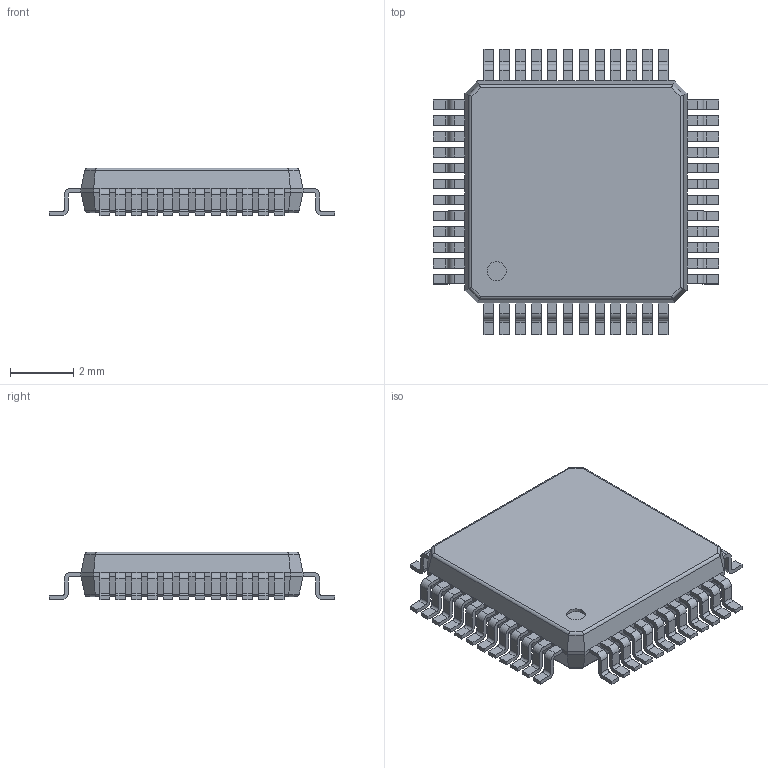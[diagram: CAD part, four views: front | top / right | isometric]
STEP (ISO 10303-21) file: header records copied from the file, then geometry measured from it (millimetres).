
FILE_DESCRIPTION((''),'2;1');
FILE_NAME('LQFP-48_NAT','2010-10-20T',('Simon'),(''),'PRO/ENGINEER BY PARAMETRIC TECHNOLOGY CORPORATION, 2008400','PRO/ENGINEER BY PARAMETRIC TECHNOLOGY CORPORATION, 2008400','');
FILE_SCHEMA(('AUTOMOTIVE_DESIGN_CC2 { 1 2 10303 214 -1 1 5 2 }'));
Length unit declared in the file: millimetre
Products named in the file (1): LQFP-48_NAT
Bounding box: 9 x 9 x 1.5 mm (x, y, z)
Volume: 68.7 mm3; surface area: 193 mm2
Topology: 1 solids, 1 shells, 717 faces, 1918 edges, 1204 vertices
Faces by surface type: plane 507, cylinder 210
Entity records: 29111 total; most frequent: CARTESIAN_POINT 4085, ORIENTED_EDGE 3836, DIRECTION 3724, PRESENTATION_STYLE_ASSIGNMENT 2012, STYLED_ITEM 1919, CURVE_STYLE 1918, EDGE_CURVE 1918, VECTOR 1514
